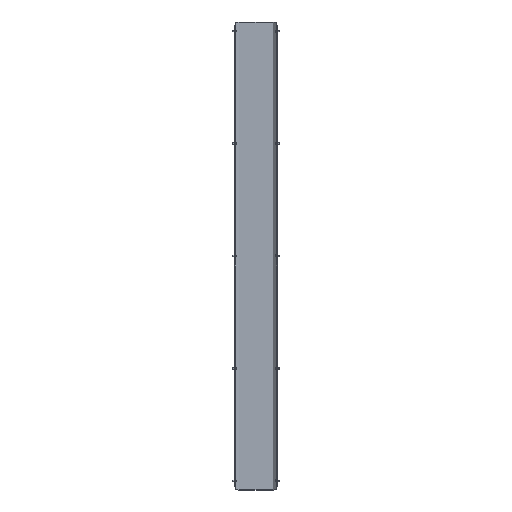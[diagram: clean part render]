
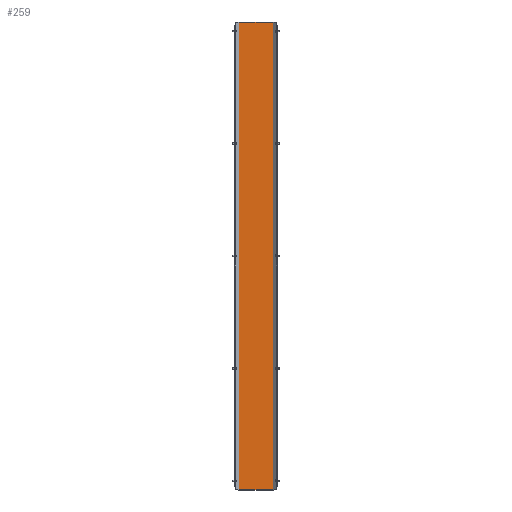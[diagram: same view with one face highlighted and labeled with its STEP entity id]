
A CAD part, top view. The second image highlights one B-rep face of the part: STEP entity #259.
In plain terms, the highlighted planar face has unit normal (0, 0, 1).
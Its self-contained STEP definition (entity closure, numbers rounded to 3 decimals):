
#141 = LINE ( 'NONE', #2336, #2065 ) ;
#259 = ADVANCED_FACE ( 'NONE', ( #1532 ), #1502, .F. ) ;
#298 = VECTOR ( 'NONE', #1761, 1000. ) ;
#322 = CARTESIAN_POINT ( 'NONE',  ( 17.036, -957.5, -33.5 ) ) ;
#375 = DIRECTION ( 'NONE',  ( 0., -1., 0. ) ) ;
#381 = CARTESIAN_POINT ( 'NONE',  ( 157.964, 957.5, -33.5 ) ) ;
#462 = DIRECTION ( 'NONE',  ( -1., 0., 0. ) ) ;
#492 = ORIENTED_EDGE ( 'NONE', *, *, #1917, .T. ) ;
#553 = DIRECTION ( 'NONE',  ( 1., 0., 0. ) ) ;
#598 = ORIENTED_EDGE ( 'NONE', *, *, #2386, .F. ) ;
#736 = LINE ( 'NONE', #1414, #1831 ) ;
#1184 = ORIENTED_EDGE ( 'NONE', *, *, #1682, .F. ) ;
#1238 = VERTEX_POINT ( 'NONE', #381 ) ;
#1273 = VECTOR ( 'NONE', #2444, 1000. ) ;
#1335 = CARTESIAN_POINT ( 'NONE',  ( 16., 957.5, -33.5 ) ) ;
#1381 = VERTEX_POINT ( 'NONE', #1949 ) ;
#1414 = CARTESIAN_POINT ( 'NONE',  ( 16., -957.5, -33.5 ) ) ;
#1502 = PLANE ( 'NONE',  #1792 ) ;
#1532 = FACE_OUTER_BOUND ( 'NONE', #2600, .T. ) ;
#1537 = ORIENTED_EDGE ( 'NONE', *, *, #1833, .T. ) ;
#1569 = LINE ( 'NONE', #1583, #1273 ) ;
#1583 = CARTESIAN_POINT ( 'NONE',  ( 16., 957.5, -33.5 ) ) ;
#1682 = EDGE_CURVE ( 'NONE', #1381, #1238, #1569, .T. ) ;
#1761 = DIRECTION ( 'NONE',  ( 0., -1., 0. ) ) ;
#1786 = CARTESIAN_POINT ( 'NONE',  ( 157.964, -957.5, -33.5 ) ) ;
#1792 = AXIS2_PLACEMENT_3D ( 'NONE', #1335, #2799, #462 ) ;
#1831 = VECTOR ( 'NONE', #553, 1000. ) ;
#1833 = EDGE_CURVE ( 'NONE', #2652, #2082, #736, .T. ) ;
#1917 = EDGE_CURVE ( 'NONE', #1381, #2652, #141, .T. ) ;
#1938 = LINE ( 'NONE', #2794, #298 ) ;
#1949 = CARTESIAN_POINT ( 'NONE',  ( 17.036, 957.5, -33.5 ) ) ;
#2065 = VECTOR ( 'NONE', #375, 1000. ) ;
#2082 = VERTEX_POINT ( 'NONE', #1786 ) ;
#2336 = CARTESIAN_POINT ( 'NONE',  ( 17.036, 957.5, -33.5 ) ) ;
#2386 = EDGE_CURVE ( 'NONE', #1238, #2082, #1938, .T. ) ;
#2444 = DIRECTION ( 'NONE',  ( 1., 0., 0. ) ) ;
#2600 = EDGE_LOOP ( 'NONE', ( #492, #1537, #598, #1184 ) ) ;
#2652 = VERTEX_POINT ( 'NONE', #322 ) ;
#2794 = CARTESIAN_POINT ( 'NONE',  ( 157.964, 957.5, -33.5 ) ) ;
#2799 = DIRECTION ( 'NONE',  ( 0., 0., -1. ) ) ;
